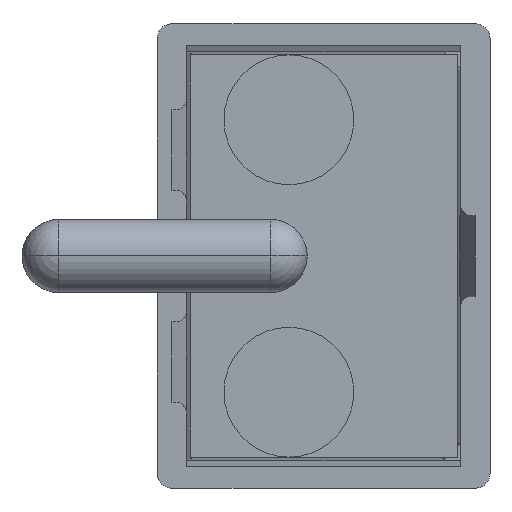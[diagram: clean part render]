
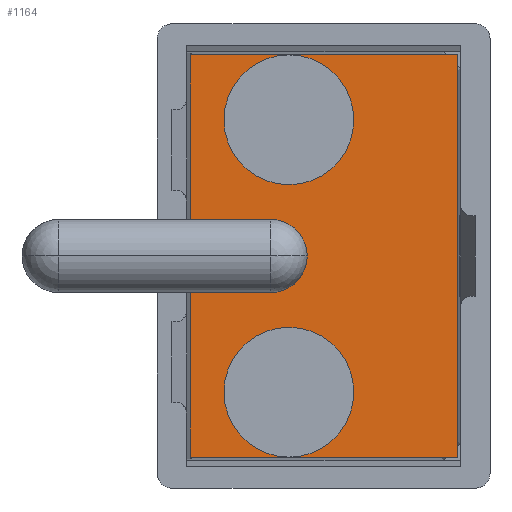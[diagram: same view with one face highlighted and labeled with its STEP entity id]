
A CAD part, front view. The second image highlights one B-rep face of the part: STEP entity #1164.
In plain terms, the highlighted planar face has unit normal (0, -1, 0).
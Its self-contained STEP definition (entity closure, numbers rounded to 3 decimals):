
#489 = AXIS2_PLACEMENT_3D ( 'NONE', #4196, #4199, #4191 ) ;
#678 = AXIS2_PLACEMENT_3D ( 'NONE', #2243, #2242, #2241 ) ;
#679 = AXIS2_PLACEMENT_3D ( 'NONE', #2254, #2253, #2252 ) ;
#680 = AXIS2_PLACEMENT_3D ( 'NONE', #2259, #2258, #2257 ) ;
#681 = AXIS2_PLACEMENT_3D ( 'NONE', #2268, #2267, #2266 ) ;
#682 = AXIS2_PLACEMENT_3D ( 'NONE', #2273, #2272, #2270 ) ;
#689 = AXIS2_PLACEMENT_3D ( 'NONE', #2436, #2434, #2433 ) ;
#690 = AXIS2_PLACEMENT_3D ( 'NONE', #2443, #2442, #2439 ) ;
#692 = AXIS2_PLACEMENT_3D ( 'NONE', #2457, #2453, #2452 ) ;
#739 = EDGE_CURVE ( 'NONE', #3302, #3301, #1713, .T. ) ;
#743 = EDGE_CURVE ( 'NONE', #3143, #3166, #3137, .T. ) ;
#744 = EDGE_CURVE ( 'NONE', #3166, #3168, #3138, .T. ) ;
#792 = EDGE_CURVE ( 'NONE', #3326, #3355, #3074, .T. ) ;
#793 = EDGE_CURVE ( 'NONE', #3329, #3355, #3089, .T. ) ;
#794 = EDGE_CURVE ( 'NONE', #3329, #1510, #3070, .T. ) ;
#795 = EDGE_CURVE ( 'NONE', #1510, #1508, #3068, .T. ) ;
#796 = EDGE_CURVE ( 'NONE', #3356, #1508, #3067, .T. ) ;
#797 = EDGE_CURVE ( 'NONE', #3356, #1607, #3066, .T. ) ;
#798 = EDGE_CURVE ( 'NONE', #1607, #1608, #3064, .T. ) ;
#799 = EDGE_CURVE ( 'NONE', #3301, #1608, #3062, .T. ) ;
#800 = EDGE_CURVE ( 'NONE', #1608, #3302, #3060, .T. ) ;
#801 = EDGE_CURVE ( 'NONE', #1608, #3325, #3059, .T. ) ;
#802 = EDGE_CURVE ( 'NONE', #3325, #3324, #3058, .T. ) ;
#803 = EDGE_CURVE ( 'NONE', #3324, #3166, #3056, .T. ) ;
#804 = EDGE_CURVE ( 'NONE', #3168, #3143, #3054, .T. ) ;
#805 = EDGE_CURVE ( 'NONE', #3166, #3326, #3052, .T. ) ;
#1111 = ORIENTED_EDGE ( 'NONE', *, *, #793, .F. ) ;
#1112 = ORIENTED_EDGE ( 'NONE', *, *, #792, .T. ) ;
#1140 = ORIENTED_EDGE ( 'NONE', *, *, #800, .F. ) ;
#1142 = ORIENTED_EDGE ( 'NONE', *, *, #739, .F. ) ;
#1152 = ORIENTED_EDGE ( 'NONE', *, *, #801, .T. ) ;
#1164 = ADVANCED_FACE ( 'NONE', ( #1712 ), #4194, .T. ) ;
#1170 = ORIENTED_EDGE ( 'NONE', *, *, #803, .T. ) ;
#1172 = ORIENTED_EDGE ( 'NONE', *, *, #802, .T. ) ;
#1174 = ORIENTED_EDGE ( 'NONE', *, *, #799, .F. ) ;
#1175 = ORIENTED_EDGE ( 'NONE', *, *, #798, .T. ) ;
#1181 = ORIENTED_EDGE ( 'NONE', *, *, #797, .T. ) ;
#1220 = ORIENTED_EDGE ( 'NONE', *, *, #796, .F. ) ;
#1248 = ORIENTED_EDGE ( 'NONE', *, *, #805, .T. ) ;
#1249 = ORIENTED_EDGE ( 'NONE', *, *, #744, .F. ) ;
#1250 = ORIENTED_EDGE ( 'NONE', *, *, #804, .F. ) ;
#1251 = ORIENTED_EDGE ( 'NONE', *, *, #743, .F. ) ;
#1508 = VERTEX_POINT ( 'NONE', #4035 ) ;
#1510 = VERTEX_POINT ( 'NONE', #4034 ) ;
#1607 = VERTEX_POINT ( 'NONE', #3989 ) ;
#1608 = VERTEX_POINT ( 'NONE', #3988 ) ;
#1672 = EDGE_LOOP ( 'NONE', ( #1112, #1111, #3704, #3703, #1220, #1181, #1175, #1174, #1142, #1140, #1152, #1172, #1170, #1251, #1250, #1249, #1248 ) ) ;
#1712 = FACE_OUTER_BOUND ( 'NONE', #1672, .T. ) ;
#1713 = CIRCLE ( 'NONE', #692, 1.775 ) ;
#2241 = DIRECTION ( 'NONE',  ( 1., 0., 0. ) ) ;
#2242 = DIRECTION ( 'NONE',  ( 0., -1., 0. ) ) ;
#2243 = CARTESIAN_POINT ( 'NONE',  ( 0.503, -2.837, 10.075 ) ) ;
#2247 = DIRECTION ( 'NONE',  ( -1., 0., 0. ) ) ;
#2249 = CARTESIAN_POINT ( 'NONE',  ( -2.197, -2.837, 11.85 ) ) ;
#2250 = DIRECTION ( 'NONE',  ( 0., 0., 1. ) ) ;
#2251 = CARTESIAN_POINT ( 'NONE',  ( 5.103, -2.837, 11.85 ) ) ;
#2252 = DIRECTION ( 'NONE',  ( 1., 0., 0. ) ) ;
#2253 = DIRECTION ( 'NONE',  ( 0., -1., 0. ) ) ;
#2254 = CARTESIAN_POINT ( 'NONE',  ( 0.503, -2.837, 2.625 ) ) ;
#2255 = DIRECTION ( 'NONE',  ( -1., 0., 0. ) ) ;
#2256 = CARTESIAN_POINT ( 'NONE',  ( -2.197, -2.837, 11.85 ) ) ;
#2257 = DIRECTION ( 'NONE',  ( 1., 0., 0. ) ) ;
#2258 = DIRECTION ( 'NONE',  ( 0., -1., 0. ) ) ;
#2259 = CARTESIAN_POINT ( 'NONE',  ( 0.503, -2.837, 2.625 ) ) ;
#2260 = DIRECTION ( 'NONE',  ( 1., 0., 0. ) ) ;
#2261 = CARTESIAN_POINT ( 'NONE',  ( -2.197, -2.837, 0.85 ) ) ;
#2262 = DIRECTION ( 'NONE',  ( 1., 0., 0. ) ) ;
#2263 = CARTESIAN_POINT ( 'NONE',  ( -2.197, -2.837, 0.85 ) ) ;
#2264 = DIRECTION ( 'NONE',  ( 0., 0., -1. ) ) ;
#2265 = CARTESIAN_POINT ( 'NONE',  ( -2.197, -2.837, 11.85 ) ) ;
#2266 = DIRECTION ( 'NONE',  ( 1., 0., 0. ) ) ;
#2267 = DIRECTION ( 'NONE',  ( 0., 1., 0. ) ) ;
#2268 = CARTESIAN_POINT ( 'NONE',  ( 0.003, -2.837, 6.35 ) ) ;
#2270 = DIRECTION ( 'NONE',  ( 1., 0., 0. ) ) ;
#2272 = DIRECTION ( 'NONE',  ( 0., 1., 0. ) ) ;
#2273 = CARTESIAN_POINT ( 'NONE',  ( 0.003, -2.837, 6.35 ) ) ;
#2274 = DIRECTION ( 'NONE',  ( 1., 0., 0. ) ) ;
#2275 = CARTESIAN_POINT ( 'NONE',  ( 1.003, -2.837, 5.35 ) ) ;
#2276 = DIRECTION ( 'NONE',  ( -1., 0., 0. ) ) ;
#2277 = DIRECTION ( 'NONE',  ( 0., 0., -1. ) ) ;
#2278 = CARTESIAN_POINT ( 'NONE',  ( -2.197, -2.837, 11.85 ) ) ;
#2284 = CARTESIAN_POINT ( 'NONE',  ( 1.003, -2.837, 7.35 ) ) ;
#2433 = DIRECTION ( 'NONE',  ( 1., 0., 0. ) ) ;
#2434 = DIRECTION ( 'NONE',  ( 0., -1., 0. ) ) ;
#2436 = CARTESIAN_POINT ( 'NONE',  ( 0.503, -2.837, 10.075 ) ) ;
#2439 = DIRECTION ( 'NONE',  ( 1., 0., 0. ) ) ;
#2442 = DIRECTION ( 'NONE',  ( 0., -1., 0. ) ) ;
#2443 = CARTESIAN_POINT ( 'NONE',  ( 0.503, -2.837, 10.075 ) ) ;
#2452 = DIRECTION ( 'NONE',  ( 1., 0., 0. ) ) ;
#2453 = DIRECTION ( 'NONE',  ( 0., -1., 0. ) ) ;
#2457 = CARTESIAN_POINT ( 'NONE',  ( 0.503, -2.837, 2.625 ) ) ;
#3050 = VECTOR ( 'NONE', #2255, 1000. ) ;
#3052 = LINE ( 'NONE', #2256, #3050 ) ;
#3053 = VECTOR ( 'NONE', #2247, 1000. ) ;
#3054 = CIRCLE ( 'NONE', #678, 1.775 ) ;
#3055 = VECTOR ( 'NONE', #2250, 1000. ) ;
#3056 = LINE ( 'NONE', #2249, #3053 ) ;
#3057 = VECTOR ( 'NONE', #2260, 1000. ) ;
#3058 = LINE ( 'NONE', #2251, #3055 ) ;
#3059 = LINE ( 'NONE', #2261, #3057 ) ;
#3060 = CIRCLE ( 'NONE', #679, 1.775 ) ;
#3061 = VECTOR ( 'NONE', #2262, 1000. ) ;
#3062 = CIRCLE ( 'NONE', #680, 1.775 ) ;
#3063 = VECTOR ( 'NONE', #2264, 1000. ) ;
#3064 = LINE ( 'NONE', #2263, #3061 ) ;
#3065 = VECTOR ( 'NONE', #2274, 1000. ) ;
#3066 = LINE ( 'NONE', #2265, #3063 ) ;
#3067 = LINE ( 'NONE', #2275, #3065 ) ;
#3068 = CIRCLE ( 'NONE', #681, 1. ) ;
#3069 = VECTOR ( 'NONE', #2276, 1000. ) ;
#3070 = CIRCLE ( 'NONE', #682, 1. ) ;
#3071 = VECTOR ( 'NONE', #2277, 1000. ) ;
#3074 = LINE ( 'NONE', #2278, #3071 ) ;
#3089 = LINE ( 'NONE', #2284, #3069 ) ;
#3137 = CIRCLE ( 'NONE', #690, 1.775 ) ;
#3138 = CIRCLE ( 'NONE', #689, 1.775 ) ;
#3143 = VERTEX_POINT ( 'NONE', #3941 ) ;
#3166 = VERTEX_POINT ( 'NONE', #3917 ) ;
#3168 = VERTEX_POINT ( 'NONE', #3915 ) ;
#3301 = VERTEX_POINT ( 'NONE', #3878 ) ;
#3302 = VERTEX_POINT ( 'NONE', #3877 ) ;
#3324 = VERTEX_POINT ( 'NONE', #3855 ) ;
#3325 = VERTEX_POINT ( 'NONE', #3854 ) ;
#3326 = VERTEX_POINT ( 'NONE', #3853 ) ;
#3329 = VERTEX_POINT ( 'NONE', #3850 ) ;
#3355 = VERTEX_POINT ( 'NONE', #3821 ) ;
#3356 = VERTEX_POINT ( 'NONE', #3820 ) ;
#3703 = ORIENTED_EDGE ( 'NONE', *, *, #795, .T. ) ;
#3704 = ORIENTED_EDGE ( 'NONE', *, *, #794, .T. ) ;
#3820 = CARTESIAN_POINT ( 'NONE',  ( -2.197, -2.837, 5.35 ) ) ;
#3821 = CARTESIAN_POINT ( 'NONE',  ( -2.197, -2.837, 7.35 ) ) ;
#3850 = CARTESIAN_POINT ( 'NONE',  ( 0.003, -2.837, 7.35 ) ) ;
#3853 = CARTESIAN_POINT ( 'NONE',  ( -2.197, -2.837, 11.85 ) ) ;
#3854 = CARTESIAN_POINT ( 'NONE',  ( 5.103, -2.837, 0.85 ) ) ;
#3855 = CARTESIAN_POINT ( 'NONE',  ( 5.103, -2.837, 11.85 ) ) ;
#3877 = CARTESIAN_POINT ( 'NONE',  ( 2.278, -2.837, 2.625 ) ) ;
#3878 = CARTESIAN_POINT ( 'NONE',  ( -1.272, -2.837, 2.625 ) ) ;
#3915 = CARTESIAN_POINT ( 'NONE',  ( -1.272, -2.837, 10.075 ) ) ;
#3917 = CARTESIAN_POINT ( 'NONE',  ( 0.503, -2.837, 11.85 ) ) ;
#3941 = CARTESIAN_POINT ( 'NONE',  ( 2.278, -2.837, 10.075 ) ) ;
#3988 = CARTESIAN_POINT ( 'NONE',  ( 0.503, -2.837, 0.85 ) ) ;
#3989 = CARTESIAN_POINT ( 'NONE',  ( -2.197, -2.837, 0.85 ) ) ;
#4034 = CARTESIAN_POINT ( 'NONE',  ( 1.003, -2.837, 6.35 ) ) ;
#4035 = CARTESIAN_POINT ( 'NONE',  ( 0.003, -2.837, 5.35 ) ) ;
#4191 = DIRECTION ( 'NONE',  ( 1., 0., 0. ) ) ;
#4194 = PLANE ( 'NONE',  #489 ) ;
#4196 = CARTESIAN_POINT ( 'NONE',  ( 0., -2.837, 0. ) ) ;
#4199 = DIRECTION ( 'NONE',  ( 0., -1., 0. ) ) ;
